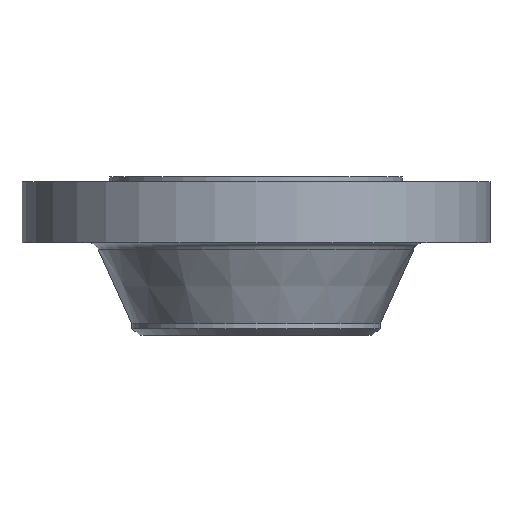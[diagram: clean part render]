
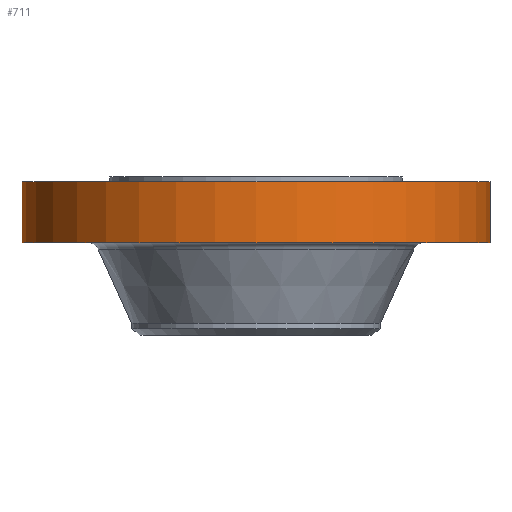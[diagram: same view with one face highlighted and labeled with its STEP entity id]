
A CAD part, front view. The second image highlights one B-rep face of the part: STEP entity #711.
In plain terms, the highlighted cylindrical face has radius 304.8 mm (diameter 609.6 mm), a partial arc.
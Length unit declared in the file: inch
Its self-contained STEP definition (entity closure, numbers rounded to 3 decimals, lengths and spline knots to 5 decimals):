
#22 = AXIS2_PLACEMENT_3D ( 'NONE', #1729, #1561, #1384 ) ;
#46 = ORIENTED_EDGE ( 'NONE', *, *, #1167, .T. ) ;
#61 = EDGE_LOOP ( 'NONE', ( #1601, #968, #46, #977 ) ) ;
#197 = LINE ( 'NONE', #1922, #986 ) ;
#218 = CYLINDRICAL_SURFACE ( 'NONE', #1999, 12. ) ;
#437 = CIRCLE ( 'NONE', #22, 12. ) ;
#451 = DIRECTION ( 'NONE',  ( 1., 0., 0. ) ) ;
#477 = EDGE_CURVE ( 'NONE', #1647, #1093, #1379, .T. ) ;
#517 = DIRECTION ( 'NONE',  ( 0., 0., 1. ) ) ;
#645 = CARTESIAN_POINT ( 'NONE',  ( 0., 0., -0.25 ) ) ;
#671 = CARTESIAN_POINT ( 'NONE',  ( -12., 0., 0. ) ) ;
#711 = ADVANCED_FACE ( 'NONE', ( #1209 ), #218, .T. ) ;
#816 = LINE ( 'NONE', #671, #1445 ) ;
#939 = DIRECTION ( 'NONE',  ( 1., 0., 0. ) ) ;
#940 = EDGE_CURVE ( 'NONE', #1129, #1647, #816, .T. ) ;
#968 = ORIENTED_EDGE ( 'NONE', *, *, #1345, .T. ) ;
#977 = ORIENTED_EDGE ( 'NONE', *, *, #477, .F. ) ;
#986 = VECTOR ( 'NONE', #1458, 39.37008 ) ;
#1075 = CARTESIAN_POINT ( 'NONE',  ( 12., 0., -3.375 ) ) ;
#1093 = VERTEX_POINT ( 'NONE', #1930 ) ;
#1129 = VERTEX_POINT ( 'NONE', #1597 ) ;
#1167 = EDGE_CURVE ( 'NONE', #1357, #1093, #197, .T. ) ;
#1209 = FACE_OUTER_BOUND ( 'NONE', #61, .T. ) ;
#1327 = CARTESIAN_POINT ( 'NONE',  ( 0., 0., 0. ) ) ;
#1345 = EDGE_CURVE ( 'NONE', #1129, #1357, #437, .T. ) ;
#1357 = VERTEX_POINT ( 'NONE', #1075 ) ;
#1364 = CARTESIAN_POINT ( 'NONE',  ( -12., 0., -0.25 ) ) ;
#1379 = CIRCLE ( 'NONE', #1780, 12. ) ;
#1384 = DIRECTION ( 'NONE',  ( 1., 0., 0. ) ) ;
#1445 = VECTOR ( 'NONE', #517, 39.37008 ) ;
#1458 = DIRECTION ( 'NONE',  ( 0., 0., 1. ) ) ;
#1561 = DIRECTION ( 'NONE',  ( 0., 0., 1. ) ) ;
#1597 = CARTESIAN_POINT ( 'NONE',  ( -12., 0., -3.375 ) ) ;
#1601 = ORIENTED_EDGE ( 'NONE', *, *, #940, .F. ) ;
#1647 = VERTEX_POINT ( 'NONE', #1364 ) ;
#1729 = CARTESIAN_POINT ( 'NONE',  ( 0., 0., -3.375 ) ) ;
#1780 = AXIS2_PLACEMENT_3D ( 'NONE', #645, #1853, #451 ) ;
#1853 = DIRECTION ( 'NONE',  ( 0., 0., 1. ) ) ;
#1922 = CARTESIAN_POINT ( 'NONE',  ( 12., 0., 0. ) ) ;
#1930 = CARTESIAN_POINT ( 'NONE',  ( 12., 0., -0.25 ) ) ;
#1998 = DIRECTION ( 'NONE',  ( 0., 0., 1. ) ) ;
#1999 = AXIS2_PLACEMENT_3D ( 'NONE', #1327, #1998, #939 ) ;
